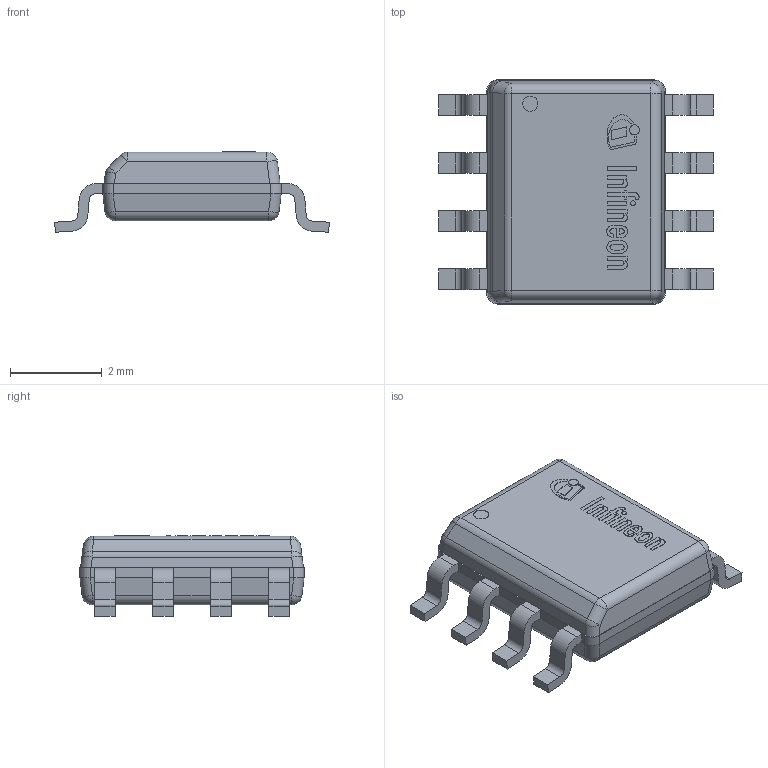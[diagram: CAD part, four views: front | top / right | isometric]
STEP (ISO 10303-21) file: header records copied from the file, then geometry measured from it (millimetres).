
FILE_DESCRIPTION(/* description */ (''),/* implementation_level */ '2;1');
FILE_NAME(/* name */ 'PG-DSO-8-920_Z8B00231677_V01_3D.stp',/* time_stamp */ '2023-05-09T16:34:55+05:00',/* author */ ('Subramani'),/* organization */ (''),/* preprocessor_version */ 'ST-DEVELOPER v16.13',/* originating_system */ 'AutoCAD Mechanical',/* authorisation */ '');
FILE_SCHEMA (('AUTOMOTIVE_DESIGN { 1 0 10303 214 3 1 1 }'));
Length unit declared in the file: millimetre
Products named in the file (1): Product
Bounding box: 6 x 4.9 x 1.76 mm (x, y, z)
Volume: 28.2 mm3; surface area: 154.3 mm2
Topology: 24 solids, 24 shells, 313 faces, 762 edges, 498 vertices
Faces by surface type: plane 224, cylinder 60, bspline 19, sphere 10
Full cylindrical faces by diameter (mm): 0.107 x1, 0.219 x1, 0.33 x2
Entity records: 9267 total; most frequent: CARTESIAN_POINT 1965, ORIENTED_EDGE 1516, DIRECTION 1430, EDGE_CURVE 758, LINE 600, VECTOR 600, VERTEX_POINT 498, AXIS2_PLACEMENT_3D 415
